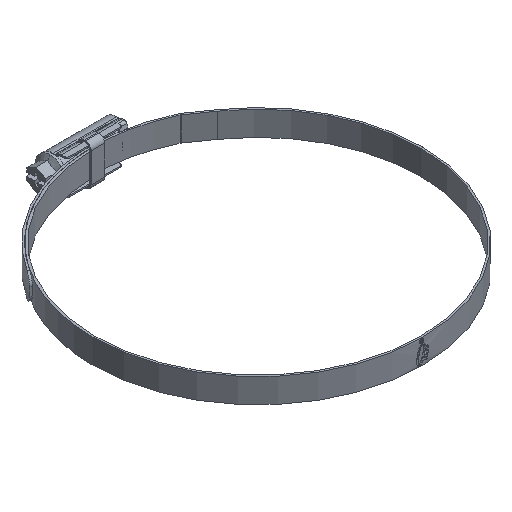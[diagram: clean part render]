
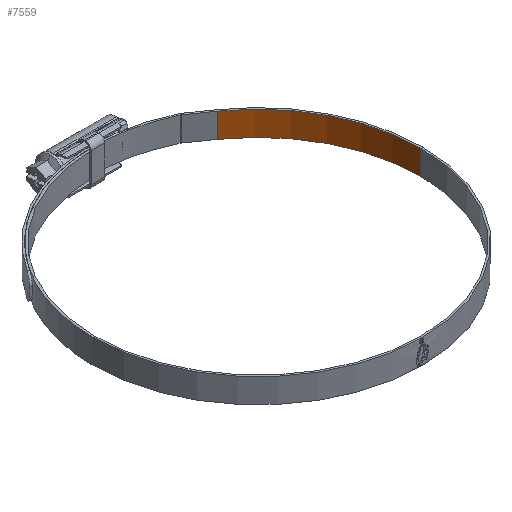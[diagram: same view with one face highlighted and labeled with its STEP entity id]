
A CAD part, isometric view. The second image highlights one B-rep face of the part: STEP entity #7559.
In plain terms, the highlighted cylindrical face has radius 60 mm (diameter 120 mm), a partial arc.
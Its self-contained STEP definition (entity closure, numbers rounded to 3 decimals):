
#100 = CARTESIAN_POINT ( 'NONE',  ( 0., 0., 4.5 ) ) ;
#443 = CARTESIAN_POINT ( 'NONE',  ( 34.415, 49.149, 4.5 ) ) ;
#483 = CARTESIAN_POINT ( 'NONE',  ( 60., 0., -4.5 ) ) ;
#686 = CARTESIAN_POINT ( 'NONE',  ( 0., 0., -4.5 ) ) ;
#804 = CYLINDRICAL_SURFACE ( 'NONE', #7718, 60. ) ;
#859 = EDGE_LOOP ( 'NONE', ( #8484, #8931, #7824, #5983 ) ) ;
#984 = EDGE_CURVE ( 'NONE', #8324, #9109, #9155, .T. ) ;
#1381 = LINE ( 'NONE', #2939, #5010 ) ;
#1461 = VERTEX_POINT ( 'NONE', #9082 ) ;
#2497 = EDGE_CURVE ( 'NONE', #8324, #5290, #9352, .T. ) ;
#2887 = DIRECTION ( 'NONE',  ( 0., 0., -1. ) ) ;
#2939 = CARTESIAN_POINT ( 'NONE',  ( 34.415, 49.149, 4.5 ) ) ;
#3309 = EDGE_CURVE ( 'NONE', #5290, #1461, #3972, .T. ) ;
#3462 = DIRECTION ( 'NONE',  ( 0., 0., 1. ) ) ;
#3505 = DIRECTION ( 'NONE',  ( 1., 0., 0. ) ) ;
#3810 = AXIS2_PLACEMENT_3D ( 'NONE', #686, #4357, #3505 ) ;
#3972 = CIRCLE ( 'NONE', #3810, 60. ) ;
#4174 = CARTESIAN_POINT ( 'NONE',  ( 0., 0., 4.5 ) ) ;
#4282 = DIRECTION ( 'NONE',  ( 0., 0., -1. ) ) ;
#4357 = DIRECTION ( 'NONE',  ( 0., 0., 1. ) ) ;
#4368 = CARTESIAN_POINT ( 'NONE',  ( 60., 0., 4.5 ) ) ;
#5010 = VECTOR ( 'NONE', #2887, 1000. ) ;
#5290 = VERTEX_POINT ( 'NONE', #483 ) ;
#5983 = ORIENTED_EDGE ( 'NONE', *, *, #3309, .F. ) ;
#6353 = DIRECTION ( 'NONE',  ( 1., 0., 0. ) ) ;
#6808 = CARTESIAN_POINT ( 'NONE',  ( 60., 0., 4.5 ) ) ;
#7444 = VECTOR ( 'NONE', #4282, 1000. ) ;
#7559 = ADVANCED_FACE ( 'NONE', ( #7953 ), #804, .F. ) ;
#7718 = AXIS2_PLACEMENT_3D ( 'NONE', #100, #9288, #8658 ) ;
#7784 = AXIS2_PLACEMENT_3D ( 'NONE', #4174, #3462, #6353 ) ;
#7824 = ORIENTED_EDGE ( 'NONE', *, *, #8098, .T. ) ;
#7953 = FACE_OUTER_BOUND ( 'NONE', #859, .T. ) ;
#8098 = EDGE_CURVE ( 'NONE', #9109, #1461, #1381, .T. ) ;
#8324 = VERTEX_POINT ( 'NONE', #6808 ) ;
#8484 = ORIENTED_EDGE ( 'NONE', *, *, #2497, .F. ) ;
#8658 = DIRECTION ( 'NONE',  ( -1., 0., 0. ) ) ;
#8931 = ORIENTED_EDGE ( 'NONE', *, *, #984, .T. ) ;
#9082 = CARTESIAN_POINT ( 'NONE',  ( 34.415, 49.149, -4.5 ) ) ;
#9109 = VERTEX_POINT ( 'NONE', #443 ) ;
#9155 = CIRCLE ( 'NONE', #7784, 60. ) ;
#9288 = DIRECTION ( 'NONE',  ( 0., 0., -1. ) ) ;
#9352 = LINE ( 'NONE', #4368, #7444 ) ;
